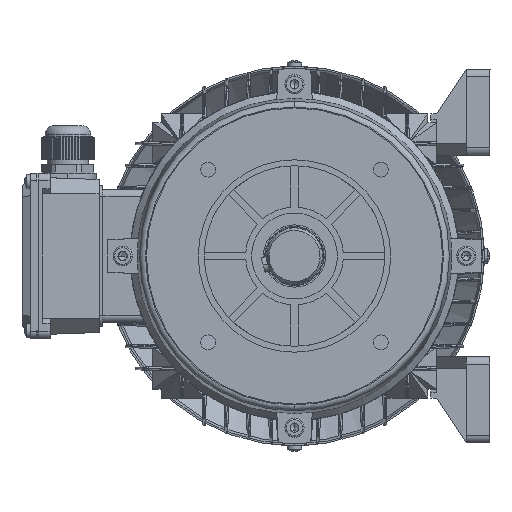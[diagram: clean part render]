
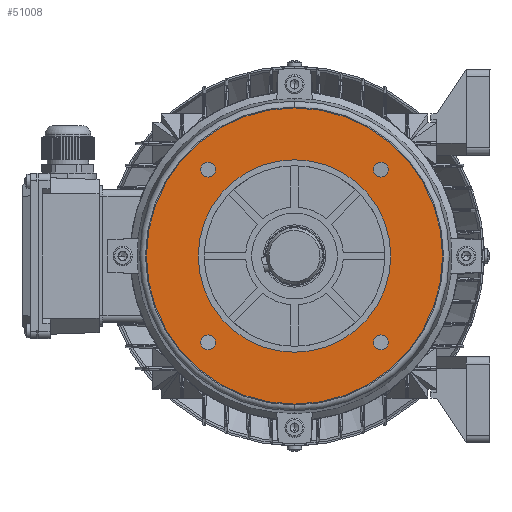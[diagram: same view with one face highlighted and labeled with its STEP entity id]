
A CAD part, left-side view. The second image highlights one B-rep face of the part: STEP entity #51008.
In plain terms, the highlighted face is planar.
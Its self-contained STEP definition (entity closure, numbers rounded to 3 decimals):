
#33408 = CARTESIAN_POINT ( 'NONE',  ( -53.336, 58.336, 27.689 ) ) ;
#33409 = DIRECTION ( 'NONE',  ( 1., 0., 0. ) ) ;
#33411 = DIRECTION ( 'NONE',  ( 0., 0., 1. ) ) ;
#33412 = CARTESIAN_POINT ( 'NONE',  ( -58.336, 58.336, 27.689 ) ) ;
#33413 = AXIS2_PLACEMENT_3D ( 'NONE', #33412, #33411, #33409 ) ;
#33415 = CIRCLE ( 'NONE', #33413, 5. ) ;
#33421 = CARTESIAN_POINT ( 'NONE',  ( -63.336, 58.336, 27.689 ) ) ;
#33432 = CARTESIAN_POINT ( 'NONE',  ( 53.336, -58.336, 27.689 ) ) ;
#33559 = DIRECTION ( 'NONE',  ( 1., 0., 0. ) ) ;
#33561 = DIRECTION ( 'NONE',  ( 0., 0., 1. ) ) ;
#33563 = CARTESIAN_POINT ( 'NONE',  ( 58.336, 58.336, 27.689 ) ) ;
#33564 = AXIS2_PLACEMENT_3D ( 'NONE', #33563, #33561, #33559 ) ;
#33565 = CIRCLE ( 'NONE', #33564, 5. ) ;
#33584 = CARTESIAN_POINT ( 'NONE',  ( 63.336, 58.336, 27.689 ) ) ;
#33586 = CARTESIAN_POINT ( 'NONE',  ( 53.336, 58.336, 27.689 ) ) ;
#33634 = CARTESIAN_POINT ( 'NONE',  ( 63.336, -58.336, 27.689 ) ) ;
#33635 = DIRECTION ( 'NONE',  ( 1., 0., 0. ) ) ;
#33637 = DIRECTION ( 'NONE',  ( 0., 0., 1. ) ) ;
#33639 = CARTESIAN_POINT ( 'NONE',  ( 58.336, -58.336, 27.689 ) ) ;
#33640 = AXIS2_PLACEMENT_3D ( 'NONE', #33639, #33637, #33635 ) ;
#33642 = CIRCLE ( 'NONE', #33640, 5. ) ;
#33698 = CARTESIAN_POINT ( 'NONE',  ( -53.336, -58.336, 27.689 ) ) ;
#33700 = DIRECTION ( 'NONE',  ( 1., 0., 0. ) ) ;
#33701 = DIRECTION ( 'NONE',  ( 0., 0., 1. ) ) ;
#33702 = CARTESIAN_POINT ( 'NONE',  ( -58.336, -58.336, 27.689 ) ) ;
#33704 = AXIS2_PLACEMENT_3D ( 'NONE', #33702, #33701, #33700 ) ;
#33705 = CIRCLE ( 'NONE', #33704, 5. ) ;
#33712 = CARTESIAN_POINT ( 'NONE',  ( -63.336, -58.336, 27.689 ) ) ;
#33867 = CARTESIAN_POINT ( 'NONE',  ( -100., 0., 27.689 ) ) ;
#33883 = CARTESIAN_POINT ( 'NONE',  ( -65., 0., 27.689 ) ) ;
#34162 = CARTESIAN_POINT ( 'NONE',  ( 100., 0., 27.689 ) ) ;
#34163 = DIRECTION ( 'NONE',  ( -1., 0., 0. ) ) ;
#34164 = DIRECTION ( 'NONE',  ( 0., 0., -1. ) ) ;
#34166 = CARTESIAN_POINT ( 'NONE',  ( 0., 0., 27.689 ) ) ;
#34168 = AXIS2_PLACEMENT_3D ( 'NONE', #34166, #34164, #34163 ) ;
#34169 = CIRCLE ( 'NONE', #34168, 100. ) ;
#34207 = DIRECTION ( 'NONE',  ( -1., 0., 0. ) ) ;
#34209 = DIRECTION ( 'NONE',  ( 0., 0., -1. ) ) ;
#34210 = CARTESIAN_POINT ( 'NONE',  ( 0., 0., 27.689 ) ) ;
#34212 = AXIS2_PLACEMENT_3D ( 'NONE', #34210, #34209, #34207 ) ;
#34213 = CIRCLE ( 'NONE', #34212, 65. ) ;
#34220 = CARTESIAN_POINT ( 'NONE',  ( 65., 0., 27.689 ) ) ;
#38002 = CARTESIAN_POINT ( 'NONE',  ( -100., 0., 27.689 ) ) ;
#38004 = PLANE ( 'NONE',  #38151 ) ;
#38005 = FACE_OUTER_BOUND ( 'NONE', #51000, .T. ) ;
#38007 = FACE_BOUND ( 'NONE', #50991, .T. ) ;
#38008 = FACE_BOUND ( 'NONE', #51108, .T. ) ;
#38010 = FACE_BOUND ( 'NONE', #51101, .T. ) ;
#38012 = FACE_BOUND ( 'NONE', #51018, .T. ) ;
#38014 = FACE_BOUND ( 'NONE', #51011, .T. ) ;
#38016 = DIRECTION ( 'NONE',  ( -1., 0., 0. ) ) ;
#38018 = DIRECTION ( 'NONE',  ( 0., 0., -1. ) ) ;
#38020 = CARTESIAN_POINT ( 'NONE',  ( 0., 0., 27.689 ) ) ;
#38021 = AXIS2_PLACEMENT_3D ( 'NONE', #38020, #38018, #38016 ) ;
#38023 = CIRCLE ( 'NONE', #38021, 100. ) ;
#38029 = DIRECTION ( 'NONE',  ( -1., 0., 0. ) ) ;
#38031 = DIRECTION ( 'NONE',  ( 0., 0., -1. ) ) ;
#38032 = CARTESIAN_POINT ( 'NONE',  ( 0., 0., 27.689 ) ) ;
#38034 = AXIS2_PLACEMENT_3D ( 'NONE', #38032, #38031, #38029 ) ;
#38035 = CIRCLE ( 'NONE', #38034, 65. ) ;
#38041 = DIRECTION ( 'NONE',  ( 1., 0., 0. ) ) ;
#38043 = DIRECTION ( 'NONE',  ( 0., 0., 1. ) ) ;
#38045 = CARTESIAN_POINT ( 'NONE',  ( 58.336, 58.336, 27.689 ) ) ;
#38047 = AXIS2_PLACEMENT_3D ( 'NONE', #38045, #38043, #38041 ) ;
#38048 = CIRCLE ( 'NONE', #38047, 5. ) ;
#38125 = DIRECTION ( 'NONE',  ( 1., 0., 0. ) ) ;
#38126 = DIRECTION ( 'NONE',  ( 0., 0., 1. ) ) ;
#38128 = CARTESIAN_POINT ( 'NONE',  ( -58.336, -58.336, 27.689 ) ) ;
#38130 = AXIS2_PLACEMENT_3D ( 'NONE', #38128, #38126, #38125 ) ;
#38131 = CIRCLE ( 'NONE', #38130, 5. ) ;
#38137 = DIRECTION ( 'NONE',  ( 1., 0., 0. ) ) ;
#38139 = DIRECTION ( 'NONE',  ( 0., 0., 1. ) ) ;
#38141 = AXIS2_PLACEMENT_3D ( 'NONE', #38153, #38139, #38137 ) ;
#38143 = CIRCLE ( 'NONE', #38141, 5. ) ;
#38148 = DIRECTION ( 'NONE',  ( 1., 0., 0. ) ) ;
#38150 = DIRECTION ( 'NONE',  ( 0., 0., 1. ) ) ;
#38151 = AXIS2_PLACEMENT_3D ( 'NONE', #38002, #38150, #38148 ) ;
#38153 = CARTESIAN_POINT ( 'NONE',  ( -58.336, 58.336, 27.689 ) ) ;
#38234 = DIRECTION ( 'NONE',  ( 1., 0., 0. ) ) ;
#38236 = DIRECTION ( 'NONE',  ( 0., 0., 1. ) ) ;
#38238 = CARTESIAN_POINT ( 'NONE',  ( 58.336, -58.336, 27.689 ) ) ;
#38240 = AXIS2_PLACEMENT_3D ( 'NONE', #38238, #38236, #38234 ) ;
#38241 = CIRCLE ( 'NONE', #38240, 5. ) ;
#49253 = VERTEX_POINT ( 'NONE', #33432 ) ;
#49260 = VERTEX_POINT ( 'NONE', #33421 ) ;
#49264 = EDGE_CURVE ( 'NONE', #49260, #49265, #33415, .T. ) ;
#49265 = VERTEX_POINT ( 'NONE', #33408 ) ;
#49327 = EDGE_CURVE ( 'NONE', #49369, #49370, #33565, .T. ) ;
#49349 = EDGE_CURVE ( 'NONE', #49253, #49350, #33642, .T. ) ;
#49350 = VERTEX_POINT ( 'NONE', #33634 ) ;
#49369 = VERTEX_POINT ( 'NONE', #33586 ) ;
#49370 = VERTEX_POINT ( 'NONE', #33584 ) ;
#49373 = VERTEX_POINT ( 'NONE', #33712 ) ;
#49377 = EDGE_CURVE ( 'NONE', #49373, #49379, #33705, .T. ) ;
#49379 = VERTEX_POINT ( 'NONE', #33698 ) ;
#49461 = VERTEX_POINT ( 'NONE', #33883 ) ;
#49472 = VERTEX_POINT ( 'NONE', #33867 ) ;
#49563 = EDGE_CURVE ( 'NONE', #49472, #49566, #34169, .T. ) ;
#49566 = VERTEX_POINT ( 'NONE', #34162 ) ;
#49597 = VERTEX_POINT ( 'NONE', #34220 ) ;
#49599 = EDGE_CURVE ( 'NONE', #49461, #49597, #34213, .T. ) ;
#50989 = EDGE_CURVE ( 'NONE', #49370, #49369, #38048, .T. ) ;
#50990 = ORIENTED_EDGE ( 'NONE', *, *, #49327, .F. ) ;
#50991 = EDGE_LOOP ( 'NONE', ( #50993, #50994 ) ) ;
#50993 = ORIENTED_EDGE ( 'NONE', *, *, #49599, .T. ) ;
#50994 = ORIENTED_EDGE ( 'NONE', *, *, #50997, .T. ) ;
#50997 = EDGE_CURVE ( 'NONE', #49597, #49461, #38035, .T. ) ;
#51000 = EDGE_LOOP ( 'NONE', ( #51081, #51083 ) ) ;
#51002 = EDGE_CURVE ( 'NONE', #49566, #49472, #38023, .T. ) ;
#51008 = ADVANCED_FACE ( 'NONE', ( #38014, #38012, #38010, #38008, #38007, #38005 ), #38004, .T. ) ;
#51011 = EDGE_LOOP ( 'NONE', ( #51012, #51015 ) ) ;
#51012 = ORIENTED_EDGE ( 'NONE', *, *, #51013, .F. ) ;
#51013 = EDGE_CURVE ( 'NONE', #49265, #49260, #38143, .T. ) ;
#51015 = ORIENTED_EDGE ( 'NONE', *, *, #49264, .F. ) ;
#51018 = EDGE_LOOP ( 'NONE', ( #51020, #51099 ) ) ;
#51020 = ORIENTED_EDGE ( 'NONE', *, *, #51021, .F. ) ;
#51021 = EDGE_CURVE ( 'NONE', #49379, #49373, #38131, .T. ) ;
#51081 = ORIENTED_EDGE ( 'NONE', *, *, #49563, .F. ) ;
#51083 = ORIENTED_EDGE ( 'NONE', *, *, #51002, .F. ) ;
#51099 = ORIENTED_EDGE ( 'NONE', *, *, #49377, .F. ) ;
#51101 = EDGE_LOOP ( 'NONE', ( #51102, #51106 ) ) ;
#51102 = ORIENTED_EDGE ( 'NONE', *, *, #51104, .F. ) ;
#51104 = EDGE_CURVE ( 'NONE', #49350, #49253, #38241, .T. ) ;
#51106 = ORIENTED_EDGE ( 'NONE', *, *, #49349, .F. ) ;
#51108 = EDGE_LOOP ( 'NONE', ( #51110, #50990 ) ) ;
#51110 = ORIENTED_EDGE ( 'NONE', *, *, #50989, .F. ) ;
